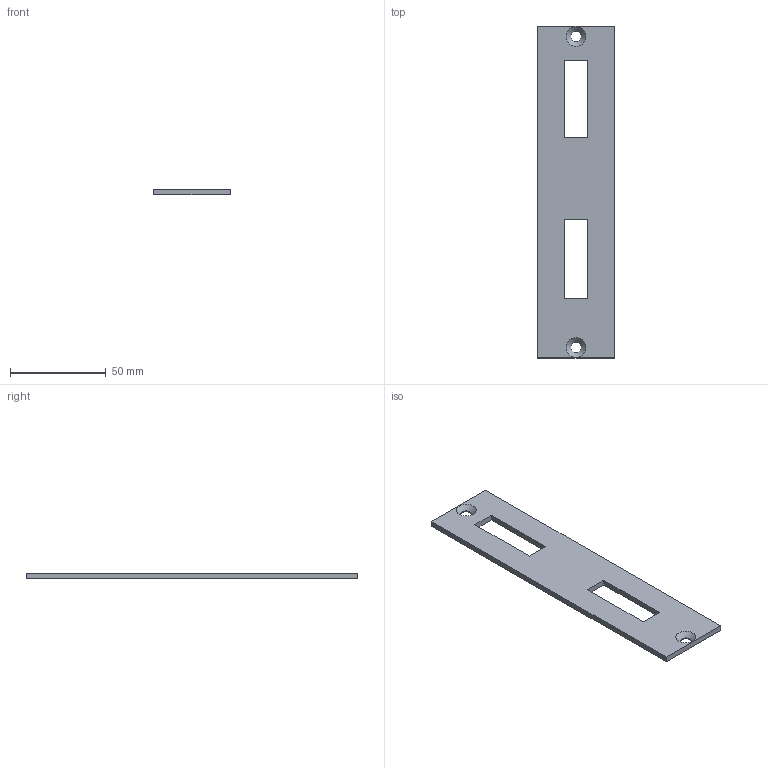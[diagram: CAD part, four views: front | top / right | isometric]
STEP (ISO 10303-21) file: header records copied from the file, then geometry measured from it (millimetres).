
FILE_DESCRIPTION (( 'STEP AP203' ), '1' );
FILE_NAME ('59121-SB-40.step', '2021-11-05T09:54:09', ( '' ), ( '' ), 'SwSTEP 2.0', 'SolidWorks 2018', '' );
FILE_SCHEMA (( 'CONFIG_CONTROL_DESIGN' ));
Length unit declared in the file: millimetre
Products named in the file (2): 59121-SB-40
Bounding box: 40 x 173 x 3 mm (x, y, z)
Volume: 17565.8 mm3; surface area: 13792 mm2
Topology: 1 solids, 1 shells, 305 faces, 823 edges, 548 vertices
Faces by surface type: plane 177, bspline 124, cylinder 2, cone 2
Full cylindrical faces by diameter (mm): 5.5 x2
Entity records: 15438 total; most frequent: CARTESIAN_POINT 8462, ORIENTED_EDGE 1638, DIRECTION 943, EDGE_CURVE 819, VECTOR 565, LINE 565, VERTEX_POINT 548, EDGE_LOOP 345
